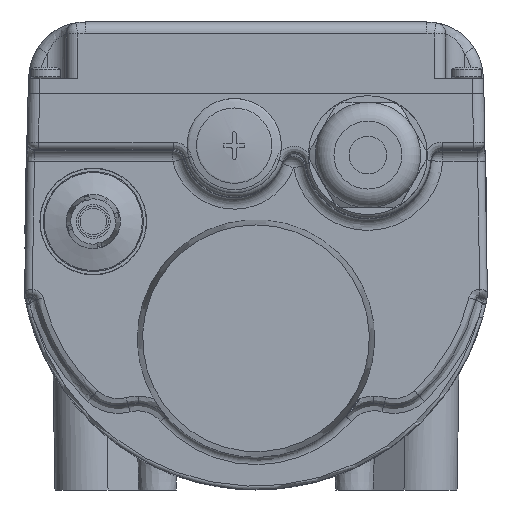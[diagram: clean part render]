
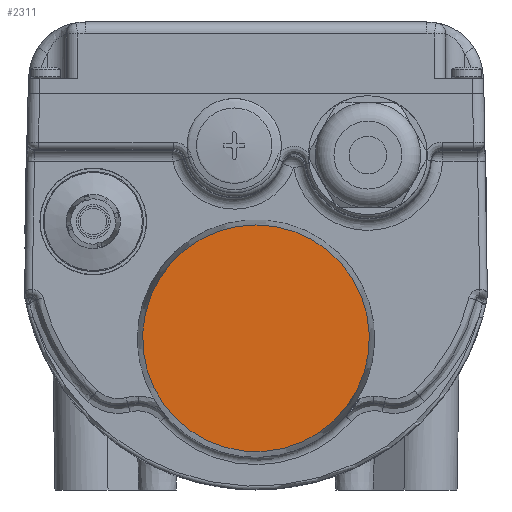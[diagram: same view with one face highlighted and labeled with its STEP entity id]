
A CAD part, left-side view. The second image highlights one B-rep face of the part: STEP entity #2311.
In plain terms, the highlighted planar face has unit normal (-1, 0, 0).
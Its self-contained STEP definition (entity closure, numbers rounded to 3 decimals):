
#2311 = ADVANCED_FACE( '', ( #5549 ), #5550, .T. );
#5549 = FACE_OUTER_BOUND( '', #10362, .T. );
#5550 = PLANE( '', #10363 );
#10362 = EDGE_LOOP( '', ( #23402 ) );
#10363 = AXIS2_PLACEMENT_3D( '', #23403, #23404, #23405 );
#23402 = ORIENTED_EDGE( '', *, *, #35631, .T. );
#23403 = CARTESIAN_POINT( '', ( -139.93, 0.08, 16.865 ) );
#23404 = DIRECTION( '', ( -1., 0., 0. ) );
#23405 = DIRECTION( '', ( 0., 1., 0. ) );
#35631 = EDGE_CURVE( '', #41602, #41602, #41603, .T. );
#41602 = VERTEX_POINT( '', #52534 );
#41603 = CIRCLE( '', #52535, 30.05 );
#52534 = CARTESIAN_POINT( '', ( -139.93, 30., 16.995 ) );
#52535 = AXIS2_PLACEMENT_3D( '', #63627, #63628, #63629 );
#63627 = CARTESIAN_POINT( '', ( -139.93, 30., -13.055 ) );
#63628 = DIRECTION( '', ( -1., 0., 0. ) );
#63629 = DIRECTION( '', ( 0., 0., 1. ) );
